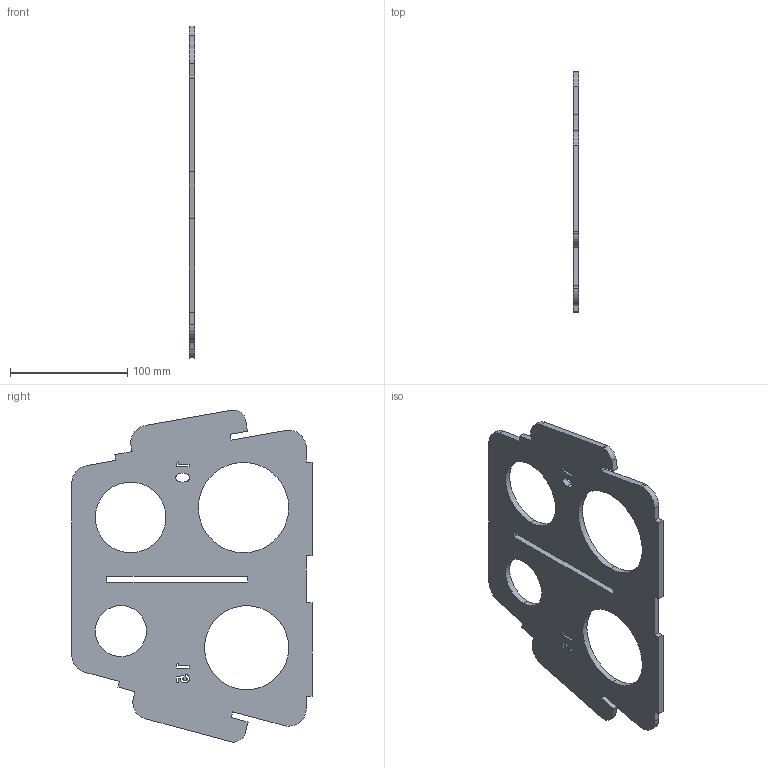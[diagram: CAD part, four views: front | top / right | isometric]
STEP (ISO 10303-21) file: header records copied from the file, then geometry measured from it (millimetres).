
FILE_DESCRIPTION (( 'STEP AP214' ), '1' );
FILE_NAME ('Variable angle foot rest - wall z 1015 hooked.STEP', '2023-07-03T13:55:24', ( '' ), ( '' ), 'SwSTEP 2.0', 'SolidWorks 2020', '' );
FILE_SCHEMA (( 'AUTOMOTIVE_DESIGN' ));
Length unit declared in the file: millimetre
Products named in the file (1): Variable angle foot rest - wall z 1015 hooked
Bounding box: 5 x 205.05 x 283.37 mm (x, y, z)
Volume: 173633.1 mm3; surface area: 80229 mm2
Topology: 1 solids, 1 shells, 84 faces, 246 edges, 164 vertices
Faces by surface type: plane 53, cylinder 18, bspline 13
Entity records: 3510 total; most frequent: CARTESIAN_POINT 1260, ORIENTED_EDGE 492, DIRECTION 400, EDGE_CURVE 246, LINE 184, VECTOR 184, VERTEX_POINT 164, AXIS2_PLACEMENT_3D 108
